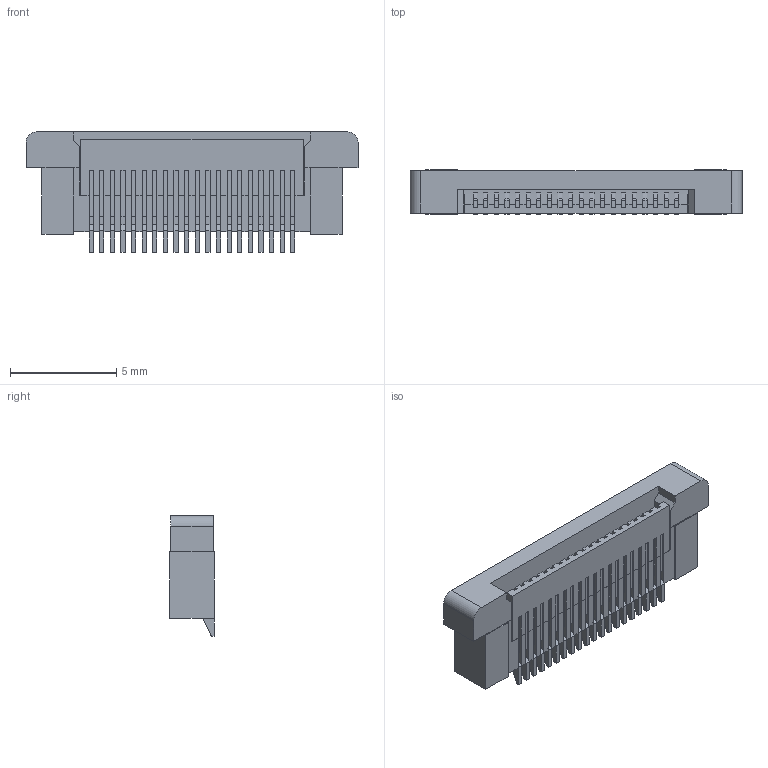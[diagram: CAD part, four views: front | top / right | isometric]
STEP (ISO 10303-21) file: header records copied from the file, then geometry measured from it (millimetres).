
FILE_DESCRIPTION(/* description */ ('STEP AP214'),/* implementation_level */ '2;1');
FILE_NAME(/* name */ 'ZF5S-20-01-T-WT',/* time_stamp */ '2023-04-06T21:03:37+02:00',/* author */ ('License CC BY-ND 4.0'),/* organization */ ('CADENAS'),/* preprocessor_version */ 'ST-DEVELOPER v19.3',/* originating_system */ 'PARTsolutions',/* authorisation */ ' ');
FILE_SCHEMA (('AUTOMOTIVE_DESIGN {1 0 10303 214 3 1 1}'));
Length unit declared in the file: millimetre
Products named in the file (3): ZF5S-20-01-T-WT; C-297-20-01_pins; ZF5S-20-01-WT_socket
Assembly tree (2 placements, depth 2):
  ZF5S-20-01-T-WT
    C-297-20-01_pins
    ZF5S-20-01-WT_socket
Bounding box: 15.65 x 2.1 x 5.67 mm (x, y, z)
Volume: 132.1 mm3; surface area: 594.2 mm2
Topology: 2 solids, 2 shells, 755 faces, 2243 edges, 1492 vertices
Faces by surface type: plane 693, cylinder 62
Entity records: 24937 total; most frequent: CARTESIAN_POINT 4493, ORIENTED_EDGE 4486, DIRECTION 3883, EDGE_CURVE 2243, LINE 2119, VECTOR 2119, VERTEX_POINT 1492, AXIS2_PLACEMENT_3D 882
